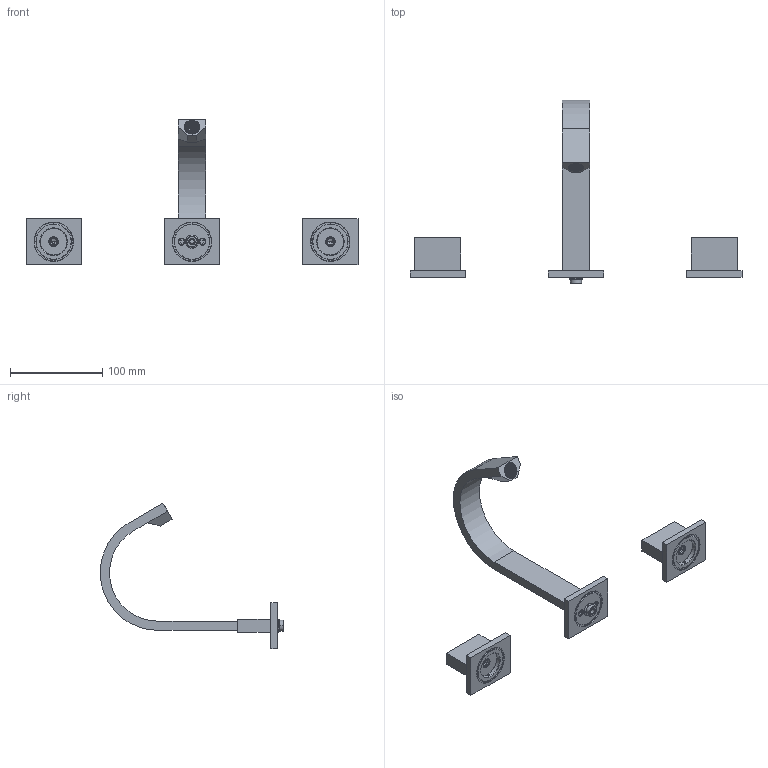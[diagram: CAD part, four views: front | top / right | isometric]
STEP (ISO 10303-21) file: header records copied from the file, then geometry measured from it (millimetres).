
FILE_DESCRIPTION((''),'2;1');
FILE_NAME('LEP053CR','2021-11-03T13:15:50',('ut3'),('PAFFONI SpA'),'CREO PARAMETRIC BY PTC INC, 2020044','CREO PARAMETRIC BY PTC INC, 2020044','');
FILE_SCHEMA(('CONFIG_CONTROL_DESIGN','SHAPE_APPEARANCE_LAYERS_GROUPS'));
Products named in the file (1): LEP053CR
Bounding box: 360 x 199 x 157.83 mm (x, y, z)
Volume: 143611.5 mm3; surface area: 88046.8 mm2
Topology: 4 solids, 4 shells, 2587 faces, 6991 edges, 4473 vertices
Faces by surface type: plane 1952, cylinder 406, bspline 85, torus 80, cone 64
Entity records: 121210 total; most frequent: CARTESIAN_POINT 44596, ORIENTED_EDGE 13970, DIRECTION 9997, EDGE_CURVE 6985, VERTEX_POINT 4473, VECTOR 3609, LINE 3609, AXIS2_PLACEMENT_3D 3194
